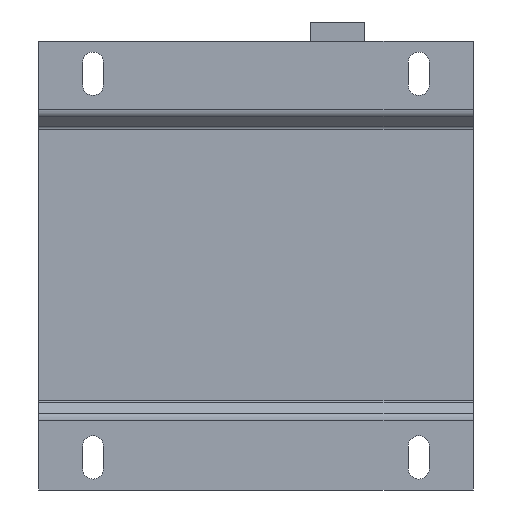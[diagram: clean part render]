
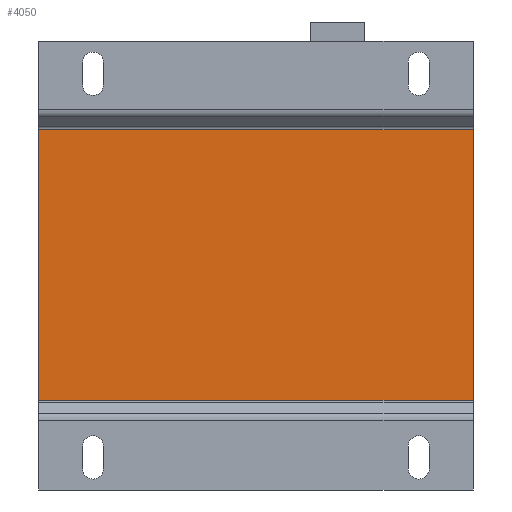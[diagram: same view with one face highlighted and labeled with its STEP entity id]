
A CAD part, front view. The second image highlights one B-rep face of the part: STEP entity #4050.
In plain terms, the highlighted planar face has unit normal (0, -1, 0).
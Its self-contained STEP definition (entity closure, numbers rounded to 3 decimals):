
#17 = DIRECTION ( 'NONE',  ( 0., 0., 1. ) ) ;
#263 = VECTOR ( 'NONE', #5688, 1000. ) ;
#300 = FACE_OUTER_BOUND ( 'NONE', #2308, .T. ) ;
#782 = DIRECTION ( 'NONE',  ( 0., 0., -1. ) ) ;
#1047 = ORIENTED_EDGE ( 'NONE', *, *, #4909, .F. ) ;
#1303 = CARTESIAN_POINT ( 'NONE',  ( -60., -51.5, -37.234 ) ) ;
#1771 = LINE ( 'NONE', #5155, #263 ) ;
#1996 = AXIS2_PLACEMENT_3D ( 'NONE', #3546, #6897, #3471 ) ;
#2052 = LINE ( 'NONE', #3631, #6447 ) ;
#2308 = EDGE_LOOP ( 'NONE', ( #3688, #1047, #6169, #5624 ) ) ;
#2487 = EDGE_CURVE ( 'NONE', #3618, #3003, #3197, .T. ) ;
#2830 = CARTESIAN_POINT ( 'NONE',  ( -60., -51.5, 37.594 ) ) ;
#2882 = EDGE_CURVE ( 'NONE', #6757, #4629, #1771, .T. ) ;
#2976 = PLANE ( 'NONE',  #1996 ) ;
#3003 = VERTEX_POINT ( 'NONE', #1303 ) ;
#3197 = LINE ( 'NONE', #3466, #3643 ) ;
#3429 = EDGE_CURVE ( 'NONE', #3003, #4629, #5276, .T. ) ;
#3466 = CARTESIAN_POINT ( 'NONE',  ( 0., -51.5, -37.234 ) ) ;
#3471 = DIRECTION ( 'NONE',  ( 0., 0., 1. ) ) ;
#3546 = CARTESIAN_POINT ( 'NONE',  ( 0., -51.5, 0. ) ) ;
#3618 = VERTEX_POINT ( 'NONE', #5284 ) ;
#3631 = CARTESIAN_POINT ( 'NONE',  ( 60., -51.5, -62. ) ) ;
#3643 = VECTOR ( 'NONE', #4604, 1000. ) ;
#3660 = VECTOR ( 'NONE', #17, 1000. ) ;
#3688 = ORIENTED_EDGE ( 'NONE', *, *, #2487, .F. ) ;
#4050 = ADVANCED_FACE ( 'NONE', ( #300 ), #2976, .F. ) ;
#4604 = DIRECTION ( 'NONE',  ( -1., 0., 0. ) ) ;
#4629 = VERTEX_POINT ( 'NONE', #2830 ) ;
#4909 = EDGE_CURVE ( 'NONE', #6757, #3618, #2052, .T. ) ;
#5146 = CARTESIAN_POINT ( 'NONE',  ( -60., -51.5, -62. ) ) ;
#5155 = CARTESIAN_POINT ( 'NONE',  ( 0., -51.5, 37.594 ) ) ;
#5276 = LINE ( 'NONE', #5146, #3660 ) ;
#5284 = CARTESIAN_POINT ( 'NONE',  ( 60., -51.5, -37.234 ) ) ;
#5623 = CARTESIAN_POINT ( 'NONE',  ( 60., -51.5, 37.594 ) ) ;
#5624 = ORIENTED_EDGE ( 'NONE', *, *, #3429, .F. ) ;
#5688 = DIRECTION ( 'NONE',  ( -1., 0., 0. ) ) ;
#6169 = ORIENTED_EDGE ( 'NONE', *, *, #2882, .T. ) ;
#6447 = VECTOR ( 'NONE', #782, 1000. ) ;
#6757 = VERTEX_POINT ( 'NONE', #5623 ) ;
#6897 = DIRECTION ( 'NONE',  ( 0., 1., 0. ) ) ;
